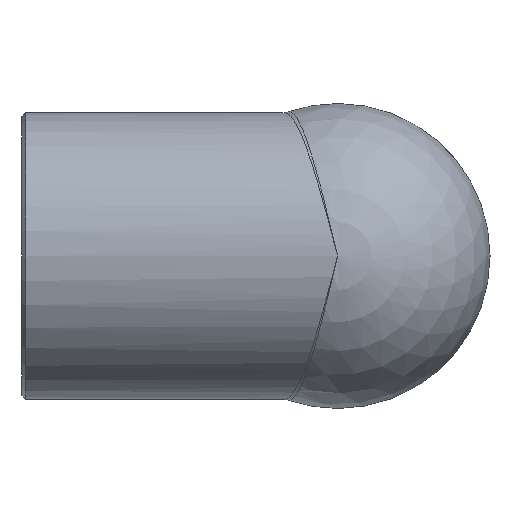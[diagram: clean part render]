
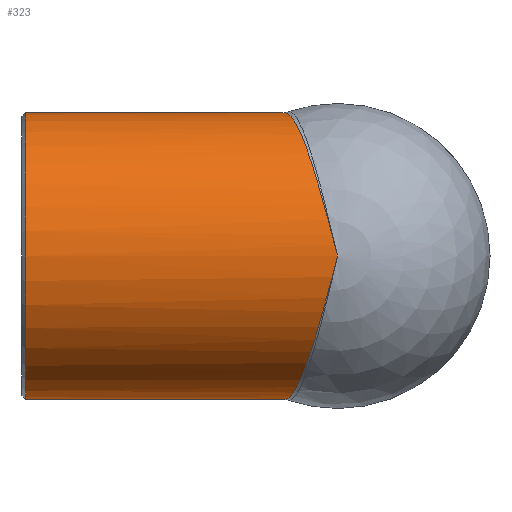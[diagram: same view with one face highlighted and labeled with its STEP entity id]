
A CAD part, left-side view. The second image highlights one B-rep face of the part: STEP entity #323.
In plain terms, the highlighted cylindrical face has radius 20 mm (diameter 40 mm), a full revolution.
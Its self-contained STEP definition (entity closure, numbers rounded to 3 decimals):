
#21=B_SPLINE_CURVE_WITH_KNOTS('',3,(#555,#556,#557,#558,#559,#560,#561,
#562,#563,#564),.UNSPECIFIED.,.F.,.F.,(4,1,1,1,1,2,4),(0.,0.727,
1.454,2.181,2.908,3.635,3.644),
 .UNSPECIFIED.);
#22=B_SPLINE_CURVE_WITH_KNOTS('',3,(#566,#567,#568,#569,#570,#571,#572,
#573,#574,#575),.UNSPECIFIED.,.F.,.F.,(4,1,1,1,1,1,1,4),(-3.737,
-3.203,-2.847,-2.135,-1.068,
-0.534,-0.267,0.),
 .UNSPECIFIED.);
#23=B_SPLINE_CURVE_WITH_KNOTS('',3,(#578,#579,#580,#581,#582,#583,#584,
#585,#586,#587),.UNSPECIFIED.,.F.,.F.,(4,1,1,1,1,1,1,4),(-7.473,
-7.206,-6.94,-6.406,-5.338,
-4.27,-3.915,-3.737),.UNSPECIFIED.);
#24=B_SPLINE_CURVE_WITH_KNOTS('',3,(#588,#589,#590,#591,#592,#593,#594,
#595,#596,#597,#598,#599),.UNSPECIFIED.,.F.,.F.,(4,2,1,1,1,1,1,1,4),(-0.008,
0.,0.727,1.454,1.818,2.181,
2.545,2.908,3.635),.UNSPECIFIED.);
#33=CYLINDRICAL_SURFACE('',#382,20.);
#52=FACE_OUTER_BOUND('',#76,.T.);
#76=EDGE_LOOP('',(#249,#250,#251,#252,#253,#254,#255,#256));
#95=LINE('',#576,#106);
#106=VECTOR('',#462,20.);
#125=CIRCLE('',#378,20.);
#126=CIRCLE('',#379,20.);
#151=VERTEX_POINT('',#544);
#152=VERTEX_POINT('',#546);
#154=VERTEX_POINT('',#553);
#155=VERTEX_POINT('',#554);
#156=VERTEX_POINT('',#565);
#157=VERTEX_POINT('',#577);
#188=EDGE_CURVE('',#151,#152,#125,.T.);
#189=EDGE_CURVE('',#152,#151,#126,.T.);
#191=EDGE_CURVE('',#154,#155,#21,.T.);
#192=EDGE_CURVE('',#156,#154,#22,.T.);
#193=EDGE_CURVE('',#156,#152,#95,.T.);
#194=EDGE_CURVE('',#157,#156,#23,.T.);
#195=EDGE_CURVE('',#155,#157,#24,.T.);
#249=ORIENTED_EDGE('',*,*,#191,.F.);
#250=ORIENTED_EDGE('',*,*,#192,.F.);
#251=ORIENTED_EDGE('',*,*,#193,.T.);
#252=ORIENTED_EDGE('',*,*,#188,.F.);
#253=ORIENTED_EDGE('',*,*,#189,.F.);
#254=ORIENTED_EDGE('',*,*,#193,.F.);
#255=ORIENTED_EDGE('',*,*,#194,.F.);
#256=ORIENTED_EDGE('',*,*,#195,.F.);
#323=ADVANCED_FACE('',(#52),#33,.T.);
#378=AXIS2_PLACEMENT_3D('',#547,#452,#453);
#379=AXIS2_PLACEMENT_3D('',#548,#454,#455);
#382=AXIS2_PLACEMENT_3D('',#552,#460,#461);
#452=DIRECTION('center_axis',(0.,1.,0.));
#453=DIRECTION('ref_axis',(1.,0.,0.));
#454=DIRECTION('center_axis',(0.,1.,0.));
#455=DIRECTION('ref_axis',(1.,0.,0.));
#460=DIRECTION('center_axis',(0.,-1.,0.));
#461=DIRECTION('ref_axis',(-1.,0.,0.));
#462=DIRECTION('',(0.,1.,0.));
#544=CARTESIAN_POINT('',(-20.,43.5,0.));
#546=CARTESIAN_POINT('',(20.,43.5,0.));
#547=CARTESIAN_POINT('Origin',(0.,43.5,0.));
#548=CARTESIAN_POINT('Origin',(0.,43.5,0.));
#552=CARTESIAN_POINT('Origin',(0.,44.,0.));
#553=CARTESIAN_POINT('',(1.136,7.624,19.968));
#554=CARTESIAN_POINT('',(-20.,0.,0.));
#555=CARTESIAN_POINT('Ctrl Pts',(1.136,7.624,19.968));
#556=CARTESIAN_POINT('Ctrl Pts',(-1.034,7.232,20.091));
#557=CARTESIAN_POINT('Ctrl Pts',(-5.456,6.374,19.616));
#558=CARTESIAN_POINT('Ctrl Pts',(-11.432,4.932,16.84));
#559=CARTESIAN_POINT('Ctrl Pts',(-16.219,3.358,12.301));
#560=CARTESIAN_POINT('Ctrl Pts',(-19.281,1.707,6.508));
#561=CARTESIAN_POINT('Ctrl Pts',(-19.992,0.582,2.221));
#562=CARTESIAN_POINT('Ctrl Pts',(-20.,0.013,0.049));
#563=CARTESIAN_POINT('Ctrl Pts',(-20.,0.006,0.025));
#564=CARTESIAN_POINT('Ctrl Pts',(-20.,0.,0.));
#565=CARTESIAN_POINT('',(19.998,23.249,0.));
#566=CARTESIAN_POINT('Ctrl Pts',(19.998,23.249,0.));
#567=CARTESIAN_POINT('Ctrl Pts',(19.996,23.246,1.617));
#568=CARTESIAN_POINT('Ctrl Pts',(19.669,22.906,4.308));
#569=CARTESIAN_POINT('Ctrl Pts',(18.189,21.369,8.748));
#570=CARTESIAN_POINT('Ctrl Pts',(15.087,18.197,13.749));
#571=CARTESIAN_POINT('Ctrl Pts',(10.525,13.675,17.346));
#572=CARTESIAN_POINT('Ctrl Pts',(6.235,10.069,19.091));
#573=CARTESIAN_POINT('Ctrl Pts',(3.468,8.342,19.738));
#574=CARTESIAN_POINT('Ctrl Pts',(1.933,7.768,19.922));
#575=CARTESIAN_POINT('Ctrl Pts',(1.136,7.624,19.968));
#576=CARTESIAN_POINT('',(20.,44.,0.));
#577=CARTESIAN_POINT('',(1.136,7.624,-19.968));
#578=CARTESIAN_POINT('Ctrl Pts',(1.136,7.624,-19.968));
#579=CARTESIAN_POINT('Ctrl Pts',(1.933,7.768,-19.922));
#580=CARTESIAN_POINT('Ctrl Pts',(3.468,8.342,-19.738));
#581=CARTESIAN_POINT('Ctrl Pts',(6.236,10.069,-19.093));
#582=CARTESIAN_POINT('Ctrl Pts',(10.528,13.676,-17.338));
#583=CARTESIAN_POINT('Ctrl Pts',(15.785,18.891,-13.216));
#584=CARTESIAN_POINT('Ctrl Pts',(19.152,22.366,-6.935));
#585=CARTESIAN_POINT('Ctrl Pts',(19.937,23.184,-2.155));
#586=CARTESIAN_POINT('Ctrl Pts',(19.999,23.249,-0.538));
#587=CARTESIAN_POINT('Ctrl Pts',(19.998,23.249,0.));
#588=CARTESIAN_POINT('Ctrl Pts',(-20.,0.,0.));
#589=CARTESIAN_POINT('Ctrl Pts',(-20.,0.006,-0.025));
#590=CARTESIAN_POINT('Ctrl Pts',(-20.,0.013,-0.05));
#591=CARTESIAN_POINT('Ctrl Pts',(-19.992,0.582,-2.218));
#592=CARTESIAN_POINT('Ctrl Pts',(-19.279,1.708,-6.513));
#593=CARTESIAN_POINT('Ctrl Pts',(-16.73,3.082,-11.331));
#594=CARTESIAN_POINT('Ctrl Pts',(-13.821,4.147,-14.577));
#595=CARTESIAN_POINT('Ctrl Pts',(-11.297,4.911,-16.611));
#596=CARTESIAN_POINT('Ctrl Pts',(-8.431,5.656,-18.233));
#597=CARTESIAN_POINT('Ctrl Pts',(-4.364,6.585,-19.73));
#598=CARTESIAN_POINT('Ctrl Pts',(-1.034,7.232,-20.091));
#599=CARTESIAN_POINT('Ctrl Pts',(1.136,7.624,-19.968));
